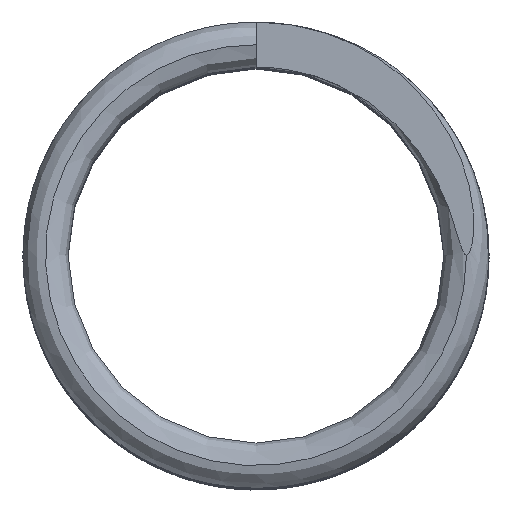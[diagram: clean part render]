
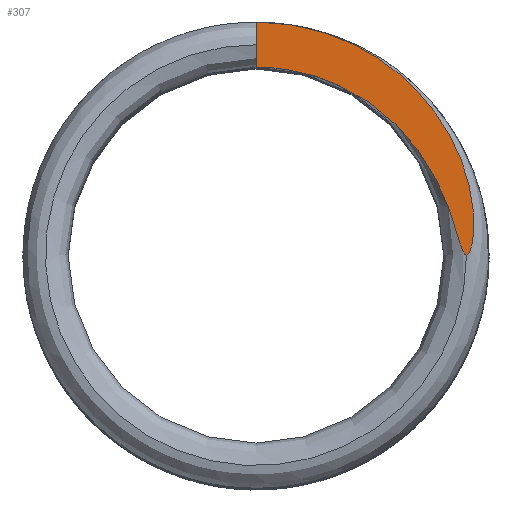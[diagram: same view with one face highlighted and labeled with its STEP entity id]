
A CAD part, top view. The second image highlights one B-rep face of the part: STEP entity #307.
In plain terms, the highlighted planar face has unit normal (0, 0, 1).
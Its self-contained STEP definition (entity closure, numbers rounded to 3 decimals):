
#43 = CARTESIAN_POINT ( 'NONE',  ( 2.565, 0.628, 0. ) ) ;
#103 = CARTESIAN_POINT ( 'NONE',  ( 2.504, 0.785, 0. ) ) ;
#155 = CARTESIAN_POINT ( 'NONE',  ( 2.843, 0.044, 0. ) ) ;
#184 = FACE_OUTER_BOUND ( 'NONE', #690, .T. ) ;
#198 = CARTESIAN_POINT ( 'NONE',  ( 2.282, 2.037, 0. ) ) ;
#278 = CARTESIAN_POINT ( 'NONE',  ( 2.668, 0.305, 0. ) ) ;
#307 = ADVANCED_FACE ( 'NONE', ( #184 ), #586, .T. ) ;
#326 = CARTESIAN_POINT ( 'NONE',  ( 2.789, 0., 0. ) ) ;
#361 = CARTESIAN_POINT ( 'NONE',  ( 0.803, 3.018, 0. ) ) ;
#376 = CARTESIAN_POINT ( 'NONE',  ( 2.899, 0.479, 0. ) ) ;
#392 = CARTESIAN_POINT ( 'NONE',  ( 2.823, 0.011, 0. ) ) ;
#420 = CARTESIAN_POINT ( 'NONE',  ( 2.837, 0.032, 0. ) ) ;
#439 = B_SPLINE_CURVE_WITH_KNOTS ( 'NONE', 3,
 ( #1048, #2688, #361, #1733, #1094, #1974, #2002, #198, #648, #2907, #1557, #2199, #869, #376, #619, #2438, #1108, #2467, #1779, #155, #420, #392, #1332, #2881 ),
 .UNSPECIFIED., .F., .F.,
 ( 4, 2, 2, 2, 2, 2, 2, 2, 2, 2, 2, 4 ),
 ( 0., 0.001, 0.002, 0.002, 0.003, 0.004, 0.004, 0.005, 0.005, 0.005, 0.005, 0.005 ),
 .UNSPECIFIED. ) ;
#519 = CARTESIAN_POINT ( 'NONE',  ( 2.8, 0., 0. ) ) ;
#524 = VECTOR ( 'NONE', #1255, 1000. ) ;
#535 = CARTESIAN_POINT ( 'NONE',  ( 2.717, 0.142, 0. ) ) ;
#566 = EDGE_CURVE ( 'NONE', #1570, #1584, #439, .T. ) ;
#586 = PLANE ( 'NONE',  #634 ) ;
#619 = CARTESIAN_POINT ( 'NONE',  ( 2.901, 0.378, 0. ) ) ;
#634 = AXIS2_PLACEMENT_3D ( 'NONE', #1495, #2866, #2453 ) ;
#648 = CARTESIAN_POINT ( 'NONE',  ( 2.406, 1.875, 0. ) ) ;
#690 = EDGE_LOOP ( 'NONE', ( #2482, #2003, #2229 ) ) ;
#745 = CARTESIAN_POINT ( 'NONE',  ( 0., 3.1, 0. ) ) ;
#760 = CARTESIAN_POINT ( 'NONE',  ( 1.307, 2.177, 0. ) ) ;
#792 = CARTESIAN_POINT ( 'NONE',  ( 0.683, 2.432, 0. ) ) ;
#856 = VERTEX_POINT ( 'NONE', #1273 ) ;
#869 = CARTESIAN_POINT ( 'NONE',  ( 2.875, 0.78, 0. ) ) ;
#954 = CARTESIAN_POINT ( 'NONE',  ( 2.8, 0., 0. ) ) ;
#998 = CARTESIAN_POINT ( 'NONE',  ( 2.739, 0.082, 0. ) ) ;
#1014 = CARTESIAN_POINT ( 'NONE',  ( 1.599, 1.988, 0. ) ) ;
#1029 = CARTESIAN_POINT ( 'NONE',  ( 0., 2.8, 0. ) ) ;
#1048 = CARTESIAN_POINT ( 'NONE',  ( 0., 3.1, 0. ) ) ;
#1094 = CARTESIAN_POINT ( 'NONE',  ( 1.53, 2.685, 0. ) ) ;
#1108 = CARTESIAN_POINT ( 'NONE',  ( 2.881, 0.178, 0. ) ) ;
#1192 = CARTESIAN_POINT ( 'NONE',  ( 2.077, 1.507, 0. ) ) ;
#1255 = DIRECTION ( 'NONE',  ( 0., -1., 0. ) ) ;
#1273 = CARTESIAN_POINT ( 'NONE',  ( 0., 2.5, 0. ) ) ;
#1332 = CARTESIAN_POINT ( 'NONE',  ( 2.813, 0., 0. ) ) ;
#1429 = CARTESIAN_POINT ( 'NONE',  ( 2.767, 0.025, 0. ) ) ;
#1474 = CARTESIAN_POINT ( 'NONE',  ( 2.705, 0.183, 0. ) ) ;
#1495 = CARTESIAN_POINT ( 'NONE',  ( 0., 0., 0. ) ) ;
#1557 = CARTESIAN_POINT ( 'NONE',  ( 2.7, 1.357, 0. ) ) ;
#1570 = VERTEX_POINT ( 'NONE', #745 ) ;
#1584 = VERTEX_POINT ( 'NONE', #954 ) ;
#1620 = EDGE_CURVE ( 'NONE', #1584, #856, #2857, .T. ) ;
#1698 = CARTESIAN_POINT ( 'NONE',  ( 0.342, 2.5, 0. ) ) ;
#1733 = CARTESIAN_POINT ( 'NONE',  ( 1.352, 2.783, 0. ) ) ;
#1779 = CARTESIAN_POINT ( 'NONE',  ( 2.857, 0.079, 0. ) ) ;
#1892 = CARTESIAN_POINT ( 'NONE',  ( 2.644, 0.386, 0. ) ) ;
#1907 = CARTESIAN_POINT ( 'NONE',  ( 1.964, 1.637, 0. ) ) ;
#1954 = LINE ( 'NONE', #1029, #524 ) ;
#1974 = CARTESIAN_POINT ( 'NONE',  ( 1.857, 2.457, 0. ) ) ;
#2002 = CARTESIAN_POINT ( 'NONE',  ( 2.008, 2.327, 0. ) ) ;
#2003 = ORIENTED_EDGE ( 'NONE', *, *, #2152, .T. ) ;
#2102 = CARTESIAN_POINT ( 'NONE',  ( 0., 2.5, 0. ) ) ;
#2118 = CARTESIAN_POINT ( 'NONE',  ( 2.274, 1.231, 0. ) ) ;
#2152 = EDGE_CURVE ( 'NONE', #1570, #856, #1954, .T. ) ;
#2199 = CARTESIAN_POINT ( 'NONE',  ( 2.831, 0.975, 0. ) ) ;
#2229 = ORIENTED_EDGE ( 'NONE', *, *, #1620, .F. ) ;
#2324 = CARTESIAN_POINT ( 'NONE',  ( 2.747, 0.062, 0. ) ) ;
#2340 = CARTESIAN_POINT ( 'NONE',  ( 2.78, 0.008, 0. ) ) ;
#2438 = CARTESIAN_POINT ( 'NONE',  ( 2.888, 0.228, 0. ) ) ;
#2453 = DIRECTION ( 'NONE',  ( 1., 0., 0. ) ) ;
#2467 = CARTESIAN_POINT ( 'NONE',  ( 2.864, 0.103, 0. ) ) ;
#2482 = ORIENTED_EDGE ( 'NONE', *, *, #566, .F. ) ;
#2596 = CARTESIAN_POINT ( 'NONE',  ( 2.761, 0.034, 0. ) ) ;
#2688 = CARTESIAN_POINT ( 'NONE',  ( 0.403, 3.1, 0. ) ) ;
#2771 = CARTESIAN_POINT ( 'NONE',  ( 2.358, 1.086, 0. ) ) ;
#2857 = B_SPLINE_CURVE_WITH_KNOTS ( 'NONE', 3,
 ( #519, #326, #2340, #1429, #2596, #2324, #998, #535, #1474, #278, #1892, #43, #103, #2771, #2118, #1192, #1907, #1014, #760, #792, #1698, #2102 ),
 .UNSPECIFIED., .F., .F.,
 ( 4, 2, 2, 2, 2, 2, 2, 2, 2, 2, 4 ),
 ( 0.005, 0.005, 0.005, 0.005, 0.005, 0.005, 0.006, 0.006, 0.007, 0.008, 0.009 ),
 .UNSPECIFIED. ) ;
#2866 = DIRECTION ( 'NONE',  ( 0., 0., 1. ) ) ;
#2881 = CARTESIAN_POINT ( 'NONE',  ( 2.8, 0., 0. ) ) ;
#2907 = CARTESIAN_POINT ( 'NONE',  ( 2.614, 1.536, 0. ) ) ;
